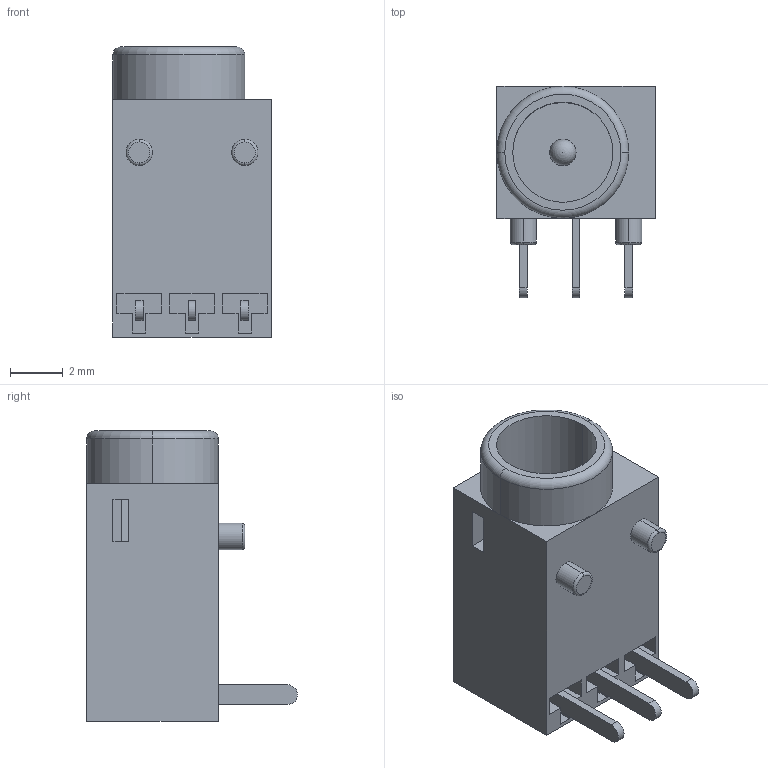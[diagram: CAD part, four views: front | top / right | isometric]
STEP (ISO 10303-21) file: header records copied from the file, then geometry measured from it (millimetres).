
FILE_DESCRIPTION (( 'STEP AP203' ), '1' );
FILE_NAME ('CUI_DEVICES_PJ-040CH.step', '2019-10-20T23:24:34', ( '' ), ( '' ), 'SwSTEP 2.0', 'SolidWorks 2019', '' );
FILE_SCHEMA (( 'CONFIG_CONTROL_DESIGN' ));
Length unit declared in the file: inch
Products named in the file (1): CUI_DEVICES_PJ-040CH
Bounding box: 6 x 8 x 11 mm (x, y, z)
Volume: 207.7 mm3; surface area: 586.4 mm2
Topology: 3 solids, 3 shells, 116 faces, 290 edges, 189 vertices
Faces by surface type: plane 90, cylinder 17, torus 8, sphere 1
Entity records: 3503 total; most frequent: CARTESIAN_POINT 593, DIRECTION 578, ORIENTED_EDGE 576, EDGE_CURVE 288, LINE 232, VECTOR 232, VERTEX_POINT 188, AXIS2_PLACEMENT_3D 173
